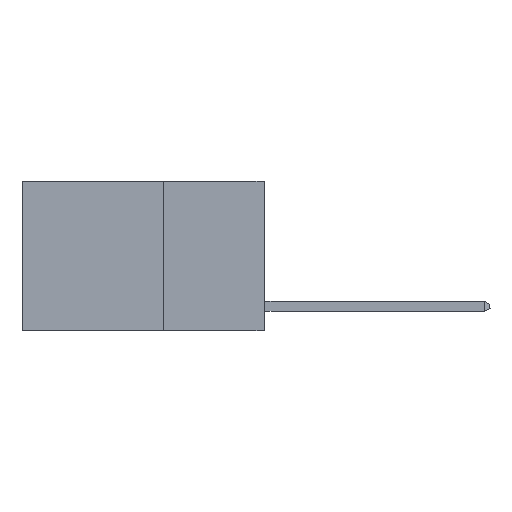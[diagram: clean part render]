
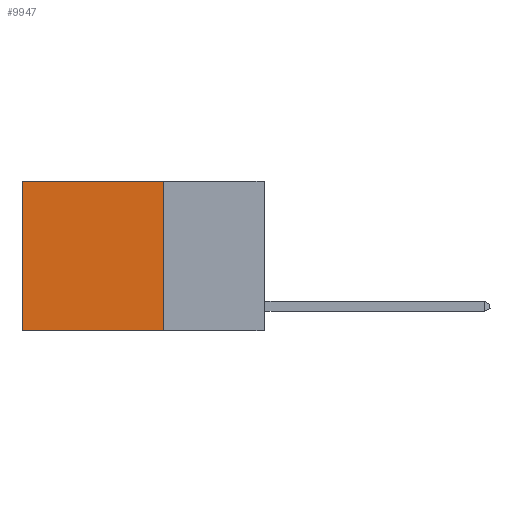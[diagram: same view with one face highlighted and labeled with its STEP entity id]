
A CAD part, left-side view. The second image highlights one B-rep face of the part: STEP entity #9947.
In plain terms, the highlighted planar face has unit normal (-1, 0, 0).
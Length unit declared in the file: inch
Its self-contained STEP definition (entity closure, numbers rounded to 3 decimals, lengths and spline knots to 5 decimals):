
#637 = VECTOR ( 'NONE', #3456, 39.37008 ) ;
#1879 = EDGE_CURVE ( 'NONE', #10511, #21588, #23364, .T. ) ;
#2853 = LINE ( 'NONE', #18669, #13563 ) ;
#3284 = EDGE_CURVE ( 'NONE', #14295, #15871, #2853, .T. ) ;
#3286 = AXIS2_PLACEMENT_3D ( 'NONE', #20100, #8336, #24082 ) ;
#3456 = DIRECTION ( 'NONE',  ( 0., 0., -1. ) ) ;
#3644 = ORIENTED_EDGE ( 'NONE', *, *, #1879, .F. ) ;
#4012 = ORIENTED_EDGE ( 'NONE', *, *, #3284, .T. ) ;
#4450 = PLANE ( 'NONE',  #3286 ) ;
#6861 = CARTESIAN_POINT ( 'NONE',  ( 0.2625, 0.6, 0. ) ) ;
#8336 = DIRECTION ( 'NONE',  ( 1., 0., 0. ) ) ;
#8395 = DIRECTION ( 'NONE',  ( 0., 1., 0. ) ) ;
#8582 = ORIENTED_EDGE ( 'NONE', *, *, #11203, .T. ) ;
#9539 = VECTOR ( 'NONE', #9813, 39.37008 ) ;
#9813 = DIRECTION ( 'NONE',  ( 0., 1., 0. ) ) ;
#9947 = ADVANCED_FACE ( 'NONE', ( #12074 ), #4450, .F. ) ;
#10511 = VERTEX_POINT ( 'NONE', #10689 ) ;
#10689 = CARTESIAN_POINT ( 'NONE',  ( 0.2625, 0.25, 0. ) ) ;
#11203 = EDGE_CURVE ( 'NONE', #10511, #14295, #21824, .T. ) ;
#12074 = FACE_OUTER_BOUND ( 'NONE', #22260, .T. ) ;
#13563 = VECTOR ( 'NONE', #14647, 39.37008 ) ;
#14295 = VERTEX_POINT ( 'NONE', #6861 ) ;
#14647 = DIRECTION ( 'NONE',  ( 0., 0., -1. ) ) ;
#15223 = CARTESIAN_POINT ( 'NONE',  ( 0.2625, 0.6, -0.37 ) ) ;
#15395 = ORIENTED_EDGE ( 'NONE', *, *, #15480, .F. ) ;
#15480 = EDGE_CURVE ( 'NONE', #21588, #15871, #22217, .T. ) ;
#15871 = VERTEX_POINT ( 'NONE', #15223 ) ;
#16553 = CARTESIAN_POINT ( 'NONE',  ( 0.2625, 0.25, -0.37 ) ) ;
#18438 = CARTESIAN_POINT ( 'NONE',  ( 0.2625, 0.25, -0.37 ) ) ;
#18669 = CARTESIAN_POINT ( 'NONE',  ( 0.2625, 0.6, 0. ) ) ;
#20100 = CARTESIAN_POINT ( 'NONE',  ( 0.2625, 0.25, 0. ) ) ;
#21588 = VERTEX_POINT ( 'NONE', #18438 ) ;
#21824 = LINE ( 'NONE', #24834, #9539 ) ;
#22217 = LINE ( 'NONE', #16553, #23469 ) ;
#22260 = EDGE_LOOP ( 'NONE', ( #4012, #15395, #3644, #8582 ) ) ;
#23364 = LINE ( 'NONE', #25293, #637 ) ;
#23469 = VECTOR ( 'NONE', #8395, 39.37008 ) ;
#24082 = DIRECTION ( 'NONE',  ( 0., 0., -1. ) ) ;
#24834 = CARTESIAN_POINT ( 'NONE',  ( 0.2625, 0.25, 0. ) ) ;
#25293 = CARTESIAN_POINT ( 'NONE',  ( 0.2625, 0.25, 0. ) ) ;
